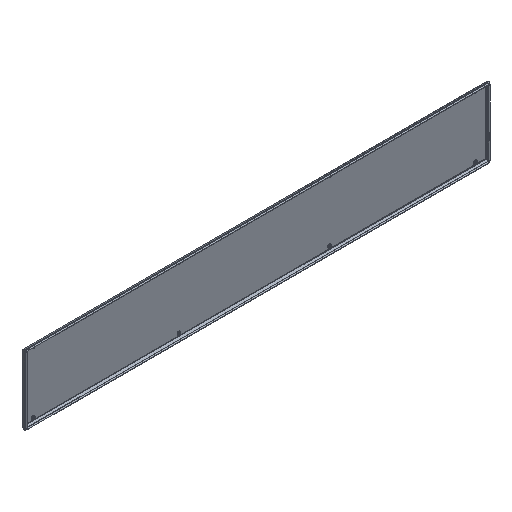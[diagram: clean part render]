
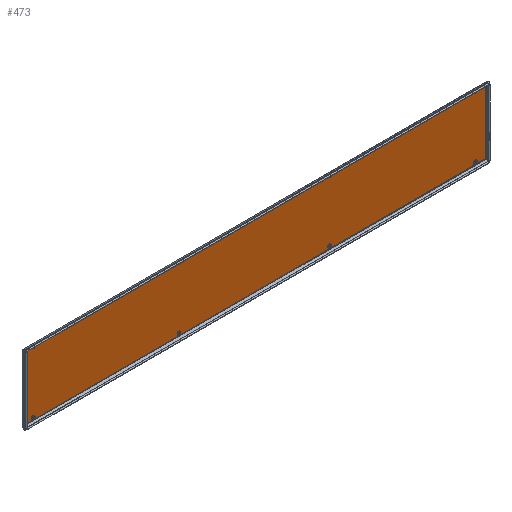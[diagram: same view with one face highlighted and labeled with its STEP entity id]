
A CAD part, isometric view. The second image highlights one B-rep face of the part: STEP entity #473.
In plain terms, the highlighted planar face has unit normal (0, -1, 0).
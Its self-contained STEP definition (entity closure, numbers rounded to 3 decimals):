
#473=ADVANCED_FACE('',(#951,#952,#953,#954,#955,#956,#957,#958,#959),#960,.T.);
#951=FACE_OUTER_BOUND('',#1439,.T.);
#952=FACE_BOUND('',#1440,.T.);
#953=FACE_BOUND('',#1441,.T.);
#954=FACE_BOUND('',#1442,.T.);
#955=FACE_BOUND('',#1443,.T.);
#956=FACE_BOUND('',#1444,.T.);
#957=FACE_BOUND('',#1445,.T.);
#958=FACE_BOUND('',#1446,.T.);
#959=FACE_BOUND('',#1447,.T.);
#960=PLANE('',#1448);
#1439=EDGE_LOOP('',(#2805,#2806,#2807,#2808));
#1440=EDGE_LOOP('',(#2809,#2810));
#1441=EDGE_LOOP('',(#2811,#2812));
#1442=EDGE_LOOP('',(#2813,#2814));
#1443=EDGE_LOOP('',(#2815,#2816));
#1444=EDGE_LOOP('',(#2817,#2818));
#1445=EDGE_LOOP('',(#2819,#2820));
#1446=EDGE_LOOP('',(#2821,#2822));
#1447=EDGE_LOOP('',(#2823,#2824));
#1448=AXIS2_PLACEMENT_3D('',#2825,#2826,#2827);
#2805=ORIENTED_EDGE('',*,*,#3304,.F.);
#2806=ORIENTED_EDGE('',*,*,#3416,.T.);
#2807=ORIENTED_EDGE('',*,*,#3307,.T.);
#2808=ORIENTED_EDGE('',*,*,#3418,.F.);
#2809=ORIENTED_EDGE('',*,*,#3245,.T.);
#2810=ORIENTED_EDGE('',*,*,#3000,.T.);
#2811=ORIENTED_EDGE('',*,*,#3249,.T.);
#2812=ORIENTED_EDGE('',*,*,#2995,.T.);
#2813=ORIENTED_EDGE('',*,*,#3253,.T.);
#2814=ORIENTED_EDGE('',*,*,#2990,.T.);
#2815=ORIENTED_EDGE('',*,*,#3257,.T.);
#2816=ORIENTED_EDGE('',*,*,#2985,.T.);
#2817=ORIENTED_EDGE('',*,*,#3261,.T.);
#2818=ORIENTED_EDGE('',*,*,#2980,.T.);
#2819=ORIENTED_EDGE('',*,*,#3265,.T.);
#2820=ORIENTED_EDGE('',*,*,#2975,.T.);
#2821=ORIENTED_EDGE('',*,*,#3269,.T.);
#2822=ORIENTED_EDGE('',*,*,#2970,.T.);
#2823=ORIENTED_EDGE('',*,*,#3273,.T.);
#2824=ORIENTED_EDGE('',*,*,#2965,.T.);
#2825=CARTESIAN_POINT('',(925.,16.6,-0.5));
#2826=DIRECTION('',(0.0,-1.0,0.0));
#2827=DIRECTION('',(0.0,0.0,-1.0));
#2965=EDGE_CURVE('',#3590,#3594,#3596,.T.);
#2970=EDGE_CURVE('',#3599,#3603,#3605,.T.);
#2975=EDGE_CURVE('',#3608,#3612,#3614,.T.);
#2980=EDGE_CURVE('',#3617,#3621,#3623,.T.);
#2985=EDGE_CURVE('',#3626,#3630,#3632,.T.);
#2990=EDGE_CURVE('',#3635,#3639,#3641,.T.);
#2995=EDGE_CURVE('',#3644,#3648,#3650,.T.);
#3000=EDGE_CURVE('',#3653,#3657,#3659,.T.);
#3245=EDGE_CURVE('',#3657,#3653,#3994,.T.);
#3249=EDGE_CURVE('',#3648,#3644,#3998,.T.);
#3253=EDGE_CURVE('',#3639,#3635,#4002,.T.);
#3257=EDGE_CURVE('',#3630,#3626,#4006,.T.);
#3261=EDGE_CURVE('',#3621,#3617,#4010,.T.);
#3265=EDGE_CURVE('',#3612,#3608,#4014,.T.);
#3269=EDGE_CURVE('',#3603,#3599,#4018,.T.);
#3273=EDGE_CURVE('',#3594,#3590,#4022,.T.);
#3304=EDGE_CURVE('',#4034,#3883,#4067,.T.);
#3307=EDGE_CURVE('',#3909,#4052,#4070,.T.);
#3416=EDGE_CURVE('',#4034,#3909,#4215,.T.);
#3418=EDGE_CURVE('',#3883,#4052,#4217,.T.);
#3590=VERTEX_POINT('',#4553);
#3594=VERTEX_POINT('',#4558);
#3596=CIRCLE('',#4561,7.007);
#3599=VERTEX_POINT('',#4564);
#3603=VERTEX_POINT('',#4569);
#3605=CIRCLE('',#4572,7.007);
#3608=VERTEX_POINT('',#4575);
#3612=VERTEX_POINT('',#4580);
#3614=CIRCLE('',#4583,7.007);
#3617=VERTEX_POINT('',#4586);
#3621=VERTEX_POINT('',#4591);
#3623=CIRCLE('',#4594,7.007);
#3626=VERTEX_POINT('',#4597);
#3630=VERTEX_POINT('',#4602);
#3632=CIRCLE('',#4605,7.007);
#3635=VERTEX_POINT('',#4608);
#3639=VERTEX_POINT('',#4613);
#3641=CIRCLE('',#4616,7.007);
#3644=VERTEX_POINT('',#4619);
#3648=VERTEX_POINT('',#4624);
#3650=CIRCLE('',#4627,7.007);
#3653=VERTEX_POINT('',#4630);
#3657=VERTEX_POINT('',#4635);
#3659=CIRCLE('',#4638,7.007);
#3883=VERTEX_POINT('',#4937);
#3909=VERTEX_POINT('',#4972);
#3994=CIRCLE('',#5073,7.007);
#3998=CIRCLE('',#5077,7.007);
#4002=CIRCLE('',#5081,7.007);
#4006=CIRCLE('',#5085,7.007);
#4010=CIRCLE('',#5089,7.007);
#4014=CIRCLE('',#5093,7.007);
#4018=CIRCLE('',#5097,7.007);
#4022=CIRCLE('',#5101,7.007);
#4034=VERTEX_POINT('',#5115);
#4052=VERTEX_POINT('',#5137);
#4067=LINE('',#5158,#5159);
#4070=LINE('',#5163,#5164);
#4215=LINE('',#5395,#5396);
#4217=LINE('',#5398,#5399);
#4553=CARTESIAN_POINT('',(37.993,16.6,261.5));
#4558=CARTESIAN_POINT('',(52.007,16.6,261.5));
#4561=AXIS2_PLACEMENT_3D('',#5561,#5562,#5563);
#4564=CARTESIAN_POINT('',(37.993,16.6,17.5));
#4569=CARTESIAN_POINT('',(52.007,16.6,17.5));
#4572=AXIS2_PLACEMENT_3D('',#5569,#5570,#5571);
#4575=CARTESIAN_POINT('',(1797.993,16.6,261.5));
#4580=CARTESIAN_POINT('',(1812.007,16.6,261.5));
#4583=AXIS2_PLACEMENT_3D('',#5577,#5578,#5579);
#4586=CARTESIAN_POINT('',(1797.993,16.6,17.5));
#4591=CARTESIAN_POINT('',(1812.007,16.6,17.5));
#4594=AXIS2_PLACEMENT_3D('',#5585,#5586,#5587);
#4597=CARTESIAN_POINT('',(617.993,16.6,261.5));
#4602=CARTESIAN_POINT('',(632.007,16.6,261.5));
#4605=AXIS2_PLACEMENT_3D('',#5593,#5594,#5595);
#4608=CARTESIAN_POINT('',(617.993,16.6,17.5));
#4613=CARTESIAN_POINT('',(632.007,16.6,17.5));
#4616=AXIS2_PLACEMENT_3D('',#5601,#5602,#5603);
#4619=CARTESIAN_POINT('',(1217.993,16.6,261.5));
#4624=CARTESIAN_POINT('',(1232.007,16.6,261.5));
#4627=AXIS2_PLACEMENT_3D('',#5609,#5610,#5611);
#4630=CARTESIAN_POINT('',(1217.993,16.6,17.5));
#4635=CARTESIAN_POINT('',(1232.007,16.6,17.5));
#4638=AXIS2_PLACEMENT_3D('',#5617,#5618,#5619);
#4937=CARTESIAN_POINT('',(2.0,16.6,8.12));
#4972=CARTESIAN_POINT('',(1848.0,16.6,270.88));
#5073=AXIS2_PLACEMENT_3D('',#5950,#5951,#5952);
#5077=AXIS2_PLACEMENT_3D('',#5956,#5957,#5958);
#5081=AXIS2_PLACEMENT_3D('',#5962,#5963,#5964);
#5085=AXIS2_PLACEMENT_3D('',#5968,#5969,#5970);
#5089=AXIS2_PLACEMENT_3D('',#5974,#5975,#5976);
#5093=AXIS2_PLACEMENT_3D('',#5980,#5981,#5982);
#5097=AXIS2_PLACEMENT_3D('',#5986,#5987,#5988);
#5101=AXIS2_PLACEMENT_3D('',#5992,#5993,#5994);
#5115=CARTESIAN_POINT('',(1848.0,16.6,8.12));
#5137=CARTESIAN_POINT('',(2.0,16.6,270.88));
#5158=CARTESIAN_POINT('',(925.0,16.6,8.12));
#5159=VECTOR('',#6034,1.0);
#5163=CARTESIAN_POINT('',(925.0,16.6,270.88));
#5164=VECTOR('',#6036,1.0);
#5395=CARTESIAN_POINT('',(1848.,16.6,-0.5));
#5396=VECTOR('',#6141,1.0);
#5398=CARTESIAN_POINT('',(2.0,16.6,-0.5));
#5399=VECTOR('',#6142,1.0);
#5561=CARTESIAN_POINT('',(45.0,16.6,261.5));
#5562=DIRECTION('',(0.0,1.0,0.0));
#5563=DIRECTION('',(-1.0,0.0,0.0));
#5569=CARTESIAN_POINT('',(45.0,16.6,17.5));
#5570=DIRECTION('',(0.0,1.0,0.0));
#5571=DIRECTION('',(-1.0,0.0,0.0));
#5577=CARTESIAN_POINT('',(1805.0,16.6,261.5));
#5578=DIRECTION('',(0.0,1.0,0.0));
#5579=DIRECTION('',(-1.0,0.0,0.0));
#5585=CARTESIAN_POINT('',(1805.0,16.6,17.5));
#5586=DIRECTION('',(0.0,1.0,0.0));
#5587=DIRECTION('',(-1.0,0.0,0.0));
#5593=CARTESIAN_POINT('',(625.0,16.6,261.5));
#5594=DIRECTION('',(0.0,1.0,0.0));
#5595=DIRECTION('',(-1.0,0.0,0.0));
#5601=CARTESIAN_POINT('',(625.0,16.6,17.5));
#5602=DIRECTION('',(0.0,1.0,0.0));
#5603=DIRECTION('',(-1.0,0.0,0.0));
#5609=CARTESIAN_POINT('',(1225.0,16.6,261.5));
#5610=DIRECTION('',(0.0,1.0,0.0));
#5611=DIRECTION('',(-1.0,0.0,0.0));
#5617=CARTESIAN_POINT('',(1225.0,16.6,17.5));
#5618=DIRECTION('',(0.0,1.0,0.0));
#5619=DIRECTION('',(-1.0,0.0,0.0));
#5950=CARTESIAN_POINT('',(1225.0,16.6,17.5));
#5951=DIRECTION('',(0.0,1.0,0.0));
#5952=DIRECTION('',(-1.0,0.0,0.0));
#5956=CARTESIAN_POINT('',(1225.0,16.6,261.5));
#5957=DIRECTION('',(0.0,1.0,0.0));
#5958=DIRECTION('',(-1.0,0.0,0.0));
#5962=CARTESIAN_POINT('',(625.0,16.6,17.5));
#5963=DIRECTION('',(0.0,1.0,0.0));
#5964=DIRECTION('',(-1.0,0.0,0.0));
#5968=CARTESIAN_POINT('',(625.0,16.6,261.5));
#5969=DIRECTION('',(0.0,1.0,0.0));
#5970=DIRECTION('',(-1.0,0.0,0.0));
#5974=CARTESIAN_POINT('',(1805.0,16.6,17.5));
#5975=DIRECTION('',(0.0,1.0,0.0));
#5976=DIRECTION('',(-1.0,0.0,0.0));
#5980=CARTESIAN_POINT('',(1805.0,16.6,261.5));
#5981=DIRECTION('',(0.0,1.0,0.0));
#5982=DIRECTION('',(-1.0,0.0,0.0));
#5986=CARTESIAN_POINT('',(45.0,16.6,17.5));
#5987=DIRECTION('',(0.0,1.0,0.0));
#5988=DIRECTION('',(-1.0,0.0,0.0));
#5992=CARTESIAN_POINT('',(45.0,16.6,261.5));
#5993=DIRECTION('',(0.0,1.0,0.0));
#5994=DIRECTION('',(-1.0,0.0,0.0));
#6034=DIRECTION('',(-1.0,0.0,0.0));
#6036=DIRECTION('',(-1.0,0.0,0.0));
#6141=DIRECTION('',(0.0,0.0,1.0));
#6142=DIRECTION('',(0.0,0.0,1.0));
